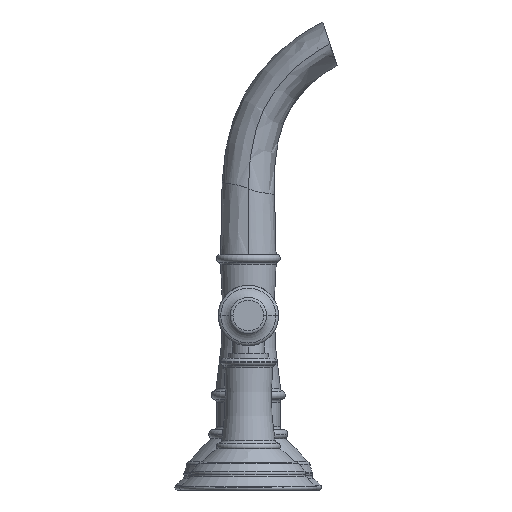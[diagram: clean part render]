
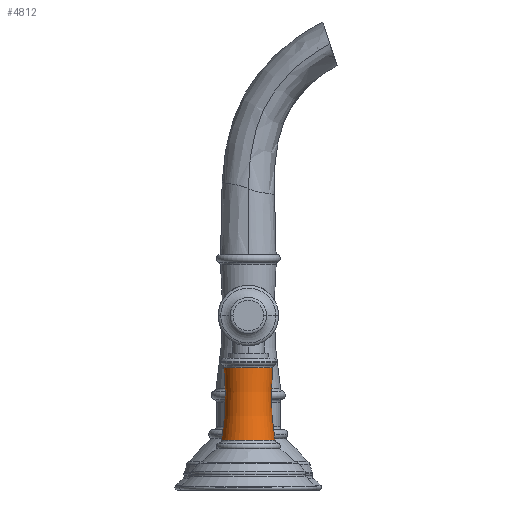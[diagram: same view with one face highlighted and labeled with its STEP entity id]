
A CAD part, left-side view. The second image highlights one B-rep face of the part: STEP entity #4812.
In plain terms, the highlighted toroidal (fillet/blend) face has major radius 122.734 mm and minor radius 113.259 mm.
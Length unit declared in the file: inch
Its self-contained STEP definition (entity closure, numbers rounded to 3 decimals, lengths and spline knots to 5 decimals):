
#3106=CARTESIAN_POINT('',(-3.938,0.,0.80883));
#3107=DIRECTION('',(0.,0.,-1.));
#3108=DIRECTION('',(0.,-1.,0.));
#3109=AXIS2_PLACEMENT_3D('',#3106,#3107,#3108);
#3114=CARTESIAN_POINT('',(-3.938,4.83206,1.5266));
#3115=DIRECTION('',(-1.,0.,0.));
#3116=DIRECTION('',(0.,-0.987,-0.161));
#3117=AXIS2_PLACEMENT_3D('',#3114,#3115,#3116);
#3122=CARTESIAN_POINT('',(-3.938,0.,1.98103));
#3123=DIRECTION('',(0.,0.,1.));
#3124=DIRECTION('',(0.,1.,0.));
#3125=AXIS2_PLACEMENT_3D('',#3122,#3123,#3124);
#3130=CARTESIAN_POINT('',(-3.938,-4.83206,1.5266));
#3131=DIRECTION('',(1.,0.,0.));
#3132=DIRECTION('',(0.,0.987,-0.161));
#3133=AXIS2_PLACEMENT_3D('',#3130,#3131,#3132);
#4440=CARTESIAN_POINT('',(-3.938,-0.43121,0.80883));
#4441=CARTESIAN_POINT('',(-3.938,0.43121,0.80883));
#4442=VERTEX_POINT('',#4440);
#4443=VERTEX_POINT('',#4441);
#4448=CARTESIAN_POINT('',(-3.938,0.39628,1.98103));
#4449=VERTEX_POINT('',#4448);
#4450=CARTESIAN_POINT('',(-3.938,-0.39628,1.98103));
#4451=VERTEX_POINT('',#4450);
#4798=CARTESIAN_POINT('',(-3.938,0.,1.5266));
#4799=DIRECTION('',(0.,0.,-1.));
#4800=DIRECTION('',(0.,-1.,0.));
#4801=AXIS2_PLACEMENT_3D('',#4798,#4799,#4800);
#4802=TOROIDAL_SURFACE('',#4801,4.83206,4.459);
#4804=ORIENTED_EDGE('',*,*,#4803,.T.);
#4806=ORIENTED_EDGE('',*,*,#4805,.T.);
#4807=ORIENTED_EDGE('',*,*,#4781,.T.);
#4809=ORIENTED_EDGE('',*,*,#4808,.F.);
#4810=EDGE_LOOP('',(#4804,#4806,#4807,#4809));
#4811=FACE_OUTER_BOUND('',#4810,.F.);
#3110=CIRCLE('',#3109,0.43121);
#3118=CIRCLE('',#3117,4.459);
#3126=CIRCLE('',#3125,0.39628);
#3134=CIRCLE('',#3133,4.459);
#4781=EDGE_CURVE('',#4449,#4451,#3126,.T.);
#4803=EDGE_CURVE('',#4442,#4443,#3110,.T.);
#4805=EDGE_CURVE('',#4443,#4449,#3118,.T.);
#4808=EDGE_CURVE('',#4442,#4451,#3134,.T.);
#4812=ADVANCED_FACE('',(#4811),#4802,.F.);
